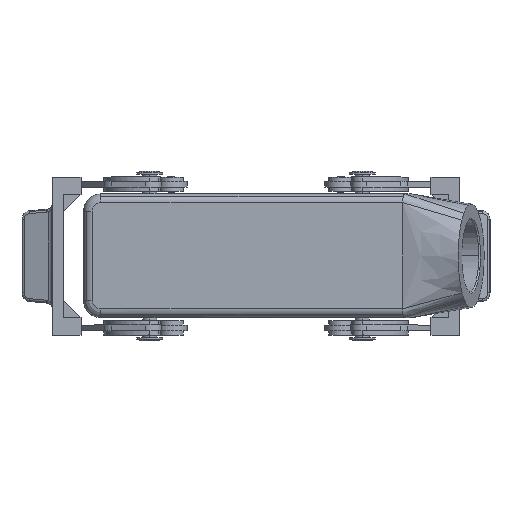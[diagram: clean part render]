
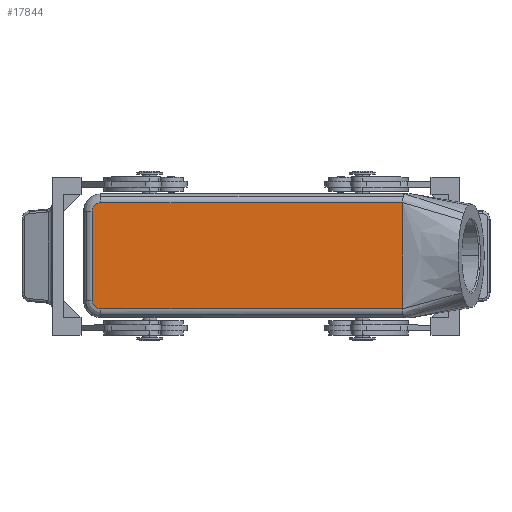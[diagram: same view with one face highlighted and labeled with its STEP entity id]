
A CAD part, top view. The second image highlights one B-rep face of the part: STEP entity #17844.
In plain terms, the highlighted planar face has unit normal (0, 0, 1).
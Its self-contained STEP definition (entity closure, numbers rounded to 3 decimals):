
#5838=CARTESIAN_POINT('',(-57.,-15.5,63.));
#5839=VERTEX_POINT('',#5838);
#5847=CARTESIAN_POINT('',(-57.,15.5,63.));
#5848=VERTEX_POINT('',#5847);
#5849=CARTESIAN_POINT('',(-57.,-15.5,63.));
#5850=DIRECTION('',(0.0,1.0,0.0));
#5851=VECTOR('',#5850,31.);
#5852=LINE('',#5849,#5851);
#5853=EDGE_CURVE('',#5839,#5848,#5852,.T.);
#17211=CARTESIAN_POINT('',(51.0,18.5,63.));
#17212=VERTEX_POINT('',#17211);
#17280=CARTESIAN_POINT('',(51.,-17.997,63.));
#17281=VERTEX_POINT('',#17280);
#17282=CARTESIAN_POINT('',(51.,-17.997,63.));
#17283=DIRECTION('',(0.0,1.0,0.0));
#17284=VECTOR('',#17283,36.497);
#17285=LINE('',#17282,#17284);
#17286=EDGE_CURVE('',#17281,#17212,#17285,.T.);
#17288=CARTESIAN_POINT('',(51.0,-18.5,63.));
#17289=VERTEX_POINT('',#17288);
#17290=CARTESIAN_POINT('',(51.0,-18.5,63.));
#17291=DIRECTION('',(0.0,1.0,0.0));
#17292=VECTOR('',#17291,0.503);
#17293=LINE('',#17290,#17292);
#17294=EDGE_CURVE('',#17289,#17281,#17293,.T.);
#17603=CARTESIAN_POINT('',(-54.0,-18.5,63.));
#17604=VERTEX_POINT('',#17603);
#17605=CARTESIAN_POINT('',(51.0,-18.5,63.));
#17606=DIRECTION('',(-1.0,0.0,0.0));
#17607=VECTOR('',#17606,105.0);
#17608=LINE('',#17605,#17607);
#17609=EDGE_CURVE('',#17289,#17604,#17608,.T.);
#17694=CARTESIAN_POINT('',(-54.0,-15.5,63.));
#17695=DIRECTION('',(0.0,0.0,-1.0));
#17696=DIRECTION('',(-0.707,-0.707,0.0));
#17697=AXIS2_PLACEMENT_3D('',#17694,#17695,#17696);
#17698=CIRCLE('',#17697,3.);
#17699=EDGE_CURVE('',#17604,#5839,#17698,.T.);
#17782=CARTESIAN_POINT('',(-54.0,18.5,63.));
#17783=VERTEX_POINT('',#17782);
#17802=CARTESIAN_POINT('',(-54.0,15.5,63.));
#17803=DIRECTION('',(0.0,0.0,-1.0));
#17804=DIRECTION('',(-0.707,0.707,0.0));
#17805=AXIS2_PLACEMENT_3D('',#17802,#17803,#17804);
#17806=CIRCLE('',#17805,3.);
#17807=EDGE_CURVE('',#5848,#17783,#17806,.T.);
#17819=CARTESIAN_POINT('',(-54.0,18.5,63.));
#17820=DIRECTION('',(1.0,0.0,0.0));
#17821=VECTOR('',#17820,105.0);
#17822=LINE('',#17819,#17821);
#17823=EDGE_CURVE('',#17783,#17212,#17822,.T.);
#17830=CARTESIAN_POINT('',(51.0,0.0,63.));
#17831=DIRECTION('',(0.0,0.0,1.0));
#17832=DIRECTION('',(1.0,0.0,0.0));
#17833=AXIS2_PLACEMENT_3D('',#17830,#17831,#17832);
#17834=PLANE('',#17833);
#17835=ORIENTED_EDGE('',*,*,#17823,.F.);
#17836=ORIENTED_EDGE('',*,*,#17807,.F.);
#17837=ORIENTED_EDGE('',*,*,#5853,.F.);
#17838=ORIENTED_EDGE('',*,*,#17699,.F.);
#17839=ORIENTED_EDGE('',*,*,#17609,.F.);
#17840=ORIENTED_EDGE('',*,*,#17294,.T.);
#17841=ORIENTED_EDGE('',*,*,#17286,.T.);
#17842=EDGE_LOOP('',(#17835,#17836,#17837,#17838,#17839,#17840,#17841));
#17843=FACE_OUTER_BOUND('',#17842,.T.);
#17844=ADVANCED_FACE('',(#17843),#17834,.T.);
